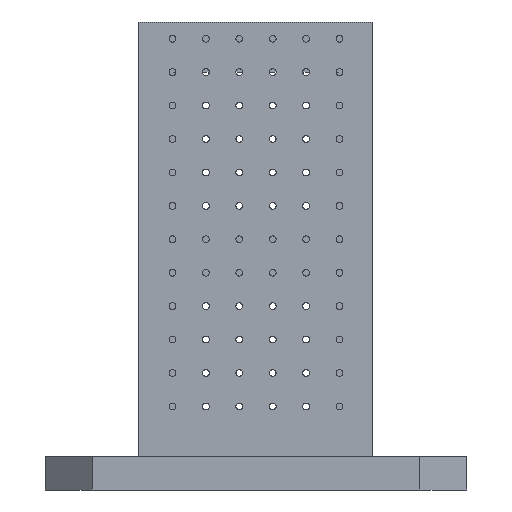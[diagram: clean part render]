
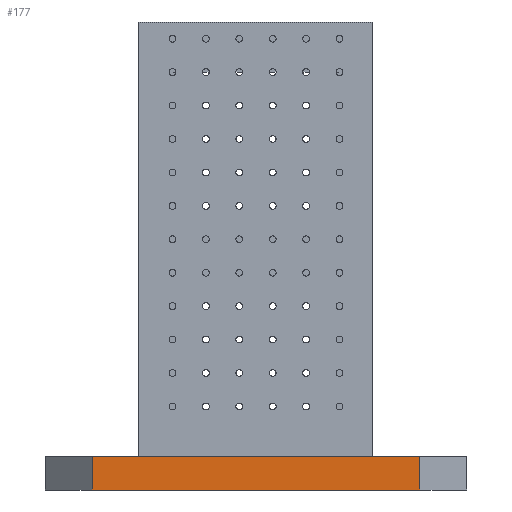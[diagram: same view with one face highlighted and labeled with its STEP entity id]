
A CAD part, left-side view. The second image highlights one B-rep face of the part: STEP entity #177.
In plain terms, the highlighted planar face has unit normal (-1, 0, 0).
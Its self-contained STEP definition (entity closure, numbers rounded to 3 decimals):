
#177 = ADVANCED_FACE( '', ( #1230 ), #1231, .F. );
#1230 = FACE_OUTER_BOUND( '', #3901, .T. );
#1231 = PLANE( '', #3902 );
#3901 = EDGE_LOOP( '', ( #7286, #7287, #7288, #7289 ) );
#3902 = AXIS2_PLACEMENT_3D( '', #7290, #7291, #7292 );
#7286 = ORIENTED_EDGE( '', *, *, #12633, .F. );
#7287 = ORIENTED_EDGE( '', *, *, #12112, .T. );
#7288 = ORIENTED_EDGE( '', *, *, #12552, .T. );
#7289 = ORIENTED_EDGE( '', *, *, #11988, .T. );
#7290 = CARTESIAN_POINT( '', ( -315., 315., 50. ) );
#7291 = DIRECTION( '', ( 1., 0., 0. ) );
#7292 = DIRECTION( '', ( 0., 1., 0. ) );
#11988 = EDGE_CURVE( '', #13655, #13652, #13656, .T. );
#12112 = EDGE_CURVE( '', #13884, #13888, #13890, .T. );
#12552 = EDGE_CURVE( '', #13888, #13655, #14675, .T. );
#12633 = EDGE_CURVE( '', #13884, #13652, #14832, .T. );
#13652 = VERTEX_POINT( '', #16472 );
#13655 = VERTEX_POINT( '', #16476 );
#13656 = LINE( '', #16477, #16478 );
#13884 = VERTEX_POINT( '', #17148 );
#13888 = VERTEX_POINT( '', #17154 );
#13890 = LINE( '', #17157, #17158 );
#14675 = LINE( '', #18744, #18745 );
#14832 = LINE( '', #18910, #18911 );
#16472 = CARTESIAN_POINT( '', ( -315., -245., 50. ) );
#16476 = CARTESIAN_POINT( '', ( -315., -245., 0. ) );
#16477 = CARTESIAN_POINT( '', ( -315., -245., 50. ) );
#16478 = VECTOR( '', #21176, 1000. );
#17148 = CARTESIAN_POINT( '', ( -315., 245., 50. ) );
#17154 = CARTESIAN_POINT( '', ( -315., 245., 0. ) );
#17157 = CARTESIAN_POINT( '', ( -315., 245., 50. ) );
#17158 = VECTOR( '', #21360, 1000. );
#18744 = CARTESIAN_POINT( '', ( -315., 315., 0. ) );
#18745 = VECTOR( '', #22173, 1000. );
#18910 = CARTESIAN_POINT( '', ( -315., 315., 50. ) );
#18911 = VECTOR( '', #22398, 1000. );
#21176 = DIRECTION( '', ( 0., 0., 1. ) );
#21360 = DIRECTION( '', ( 0., 0., -1. ) );
#22173 = DIRECTION( '', ( 0., -1., 0. ) );
#22398 = DIRECTION( '', ( 0., -1., 0. ) );
